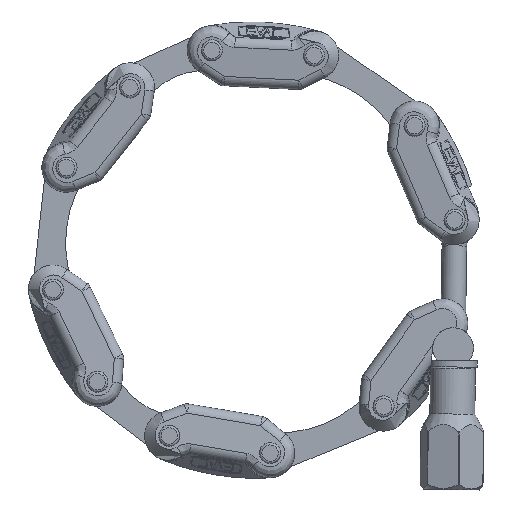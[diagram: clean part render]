
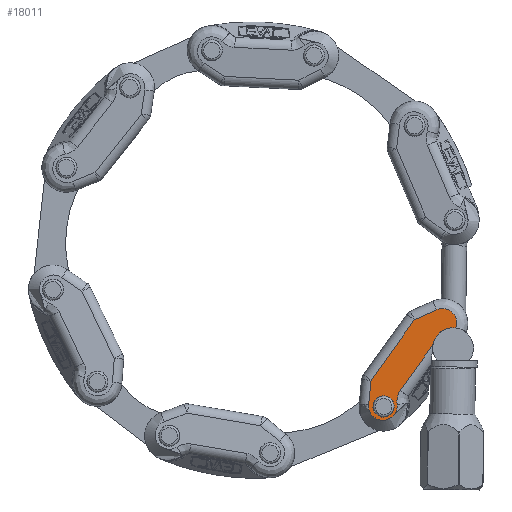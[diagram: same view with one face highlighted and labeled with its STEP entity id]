
A CAD part, left-side view. The second image highlights one B-rep face of the part: STEP entity #18011.
In plain terms, the highlighted face is planar.
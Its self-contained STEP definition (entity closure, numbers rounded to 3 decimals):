
#686=PLANE('',#19882);
#2042=LINE('',#33921,#3417);
#2043=LINE('',#33924,#3418);
#2044=LINE('',#33926,#3419);
#2045=LINE('',#33928,#3420);
#3417=VECTOR('',#24523,1000.);
#3418=VECTOR('',#24526,1000.);
#3419=VECTOR('',#24527,1000.);
#3420=VECTOR('',#24528,1000.);
#3828=B_SPLINE_CURVE_WITH_KNOTS('',3,(#33698,#33699,#33700,#33701,#33702,
#33703,#33704),.UNSPECIFIED.,.F.,.F.,(4,1,1,1,4),(0.,0.25,0.5,0.75,1.),
 .UNSPECIFIED.);
#3834=B_SPLINE_CURVE_WITH_KNOTS('',3,(#33866,#33867,#33868,#33869,#33870,
#33871,#33872),.UNSPECIFIED.,.F.,.F.,(4,1,1,1,4),(0.,0.25,0.5,0.75,1.),
 .UNSPECIFIED.);
#3837=B_SPLINE_CURVE_WITH_KNOTS('',3,(#33908,#33909,#33910,#33911,#33912,
#33913,#33914,#33915,#33916,#33917),.UNSPECIFIED.,.F.,.F.,(4,2,2,2,4),(0.,
0.044,0.115,0.229,0.355),
 .UNSPECIFIED.);
#3990=ELLIPSE('',#19883,2.61,2.6);
#3991=ELLIPSE('',#19884,5.019,5.);
#8030=ORIENTED_EDGE('',*,*,#11531,.T.);
#8031=ORIENTED_EDGE('',*,*,#11532,.F.);
#8032=ORIENTED_EDGE('',*,*,#11533,.T.);
#8033=ORIENTED_EDGE('',*,*,#11527,.F.);
#8034=ORIENTED_EDGE('',*,*,#11534,.F.);
#8035=ORIENTED_EDGE('',*,*,#11535,.F.);
#8036=ORIENTED_EDGE('',*,*,#11536,.F.);
#8037=ORIENTED_EDGE('',*,*,#11521,.F.);
#8038=ORIENTED_EDGE('',*,*,#11530,.F.);
#11521=EDGE_CURVE('',#13359,#13355,#3828,.F.);
#11527=EDGE_CURVE('',#13365,#13360,#3834,.F.);
#11530=EDGE_CURVE('',#13367,#13359,#3837,.T.);
#11531=EDGE_CURVE('',#13368,#13368,#3990,.T.);
#11532=EDGE_CURVE('',#13369,#13367,#2042,.T.);
#11533=EDGE_CURVE('',#13369,#13360,#3991,.T.);
#11534=EDGE_CURVE('',#13370,#13365,#2043,.T.);
#11535=EDGE_CURVE('',#13371,#13370,#2044,.T.);
#11536=EDGE_CURVE('',#13355,#13371,#2045,.T.);
#13355=VERTEX_POINT('',#33667);
#13359=VERTEX_POINT('',#33697);
#13360=VERTEX_POINT('',#33841);
#13365=VERTEX_POINT('',#33865);
#13367=VERTEX_POINT('',#33907);
#13368=VERTEX_POINT('',#33920);
#13369=VERTEX_POINT('',#33922);
#13370=VERTEX_POINT('',#33925);
#13371=VERTEX_POINT('',#33927);
#15285=EDGE_LOOP('',(#8030));
#15286=EDGE_LOOP('',(#8031,#8032,#8033,#8034,#8035,#8036,#8037,#8038));
#16461=FACE_BOUND('',#15285,.T.);
#16462=FACE_BOUND('',#15286,.T.);
#18011=ADVANCED_FACE('',(#16461,#16462),#686,.T.);
#19882=AXIS2_PLACEMENT_3D('',#33918,#24519,#24520);
#19883=AXIS2_PLACEMENT_3D('',#33919,#24521,#24522);
#19884=AXIS2_PLACEMENT_3D('',#33923,#24524,#24525);
#24519=DIRECTION('',(0.996,0.,-0.087));
#24520=DIRECTION('',(-0.087,0.,-0.996));
#24521=DIRECTION('',(-0.996,0.,0.087));
#24522=DIRECTION('',(-0.087,0.,-0.996));
#24523=DIRECTION('',(0.,1.,0.));
#24524=DIRECTION('',(-0.996,0.,0.087));
#24525=DIRECTION('',(0.087,0.,0.996));
#24526=DIRECTION('',(0.044,-0.865,0.5));
#24527=DIRECTION('',(0.,-1.,0.));
#24528=DIRECTION('',(-0.044,-0.865,-0.5));
#33667=CARTESIAN_POINT('',(9.21,14.25,-0.744));
#33697=CARTESIAN_POINT('',(9.703,10.161,4.891));
#33698=CARTESIAN_POINT('',(9.21,14.25,-0.744));
#33699=CARTESIAN_POINT('',(9.253,15.099,-0.254));
#33700=CARTESIAN_POINT('',(9.403,16.345,1.467));
#33701=CARTESIAN_POINT('',(9.677,15.685,4.598));
#33702=CARTESIAN_POINT('',(9.817,12.912,6.196));
#33703=CARTESIAN_POINT('',(9.76,10.891,5.546));
#33704=CARTESIAN_POINT('',(9.703,10.161,4.891));
#33841=CARTESIAN_POINT('',(9.771,-13.418,5.664));
#33865=CARTESIAN_POINT('',(9.21,-14.25,-0.744));
#33866=CARTESIAN_POINT('',(9.771,-13.418,5.664));
#33867=CARTESIAN_POINT('',(9.755,-14.085,5.483));
#33868=CARTESIAN_POINT('',(9.688,-15.292,4.724));
#33869=CARTESIAN_POINT('',(9.517,-16.178,2.764));
#33870=CARTESIAN_POINT('',(9.331,-15.821,0.643));
#33871=CARTESIAN_POINT('',(9.24,-14.849,-0.398));
#33872=CARTESIAN_POINT('',(9.21,-14.25,-0.744));
#33907=CARTESIAN_POINT('',(9.583,6.95,3.522));
#33908=CARTESIAN_POINT('',(9.583,6.95,3.522));
#33909=CARTESIAN_POINT('',(9.583,7.098,3.522));
#33910=CARTESIAN_POINT('',(9.584,7.247,3.531));
#33911=CARTESIAN_POINT('',(9.588,7.631,3.576));
#33912=CARTESIAN_POINT('',(9.592,7.866,3.626));
#33913=CARTESIAN_POINT('',(9.608,8.458,3.802));
#33914=CARTESIAN_POINT('',(9.621,8.807,3.956));
#33915=CARTESIAN_POINT('',(9.656,9.505,4.356));
#33916=CARTESIAN_POINT('',(9.678,9.849,4.61));
#33917=CARTESIAN_POINT('',(9.703,10.161,4.891));
#33918=CARTESIAN_POINT('',(8.75,0.,-6.));
#33919=CARTESIAN_POINT('',(9.494,12.5,2.505));
#33920=CARTESIAN_POINT('',(9.267,12.5,-0.095));
#33921=CARTESIAN_POINT('',(9.583,-6.785,3.522));
#33922=CARTESIAN_POINT('',(9.583,-6.785,3.522));
#33923=CARTESIAN_POINT('',(9.975,-9.,8.005));
#33924=CARTESIAN_POINT('',(8.95,-9.099,-3.718));
#33925=CARTESIAN_POINT('',(8.95,-9.099,-3.718));
#33926=CARTESIAN_POINT('',(8.95,9.099,-3.718));
#33927=CARTESIAN_POINT('',(8.95,9.099,-3.718));
#33928=CARTESIAN_POINT('',(9.21,14.25,-0.744));
